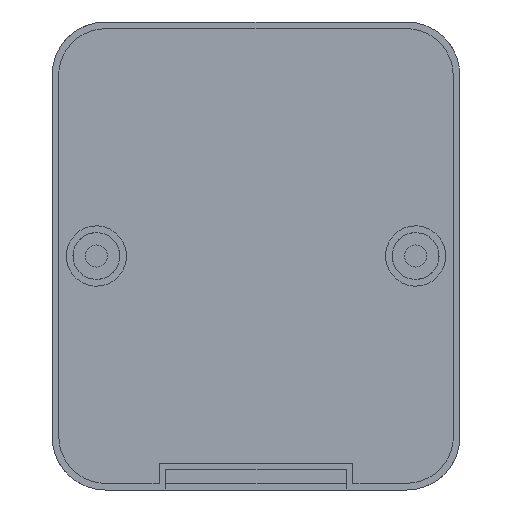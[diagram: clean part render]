
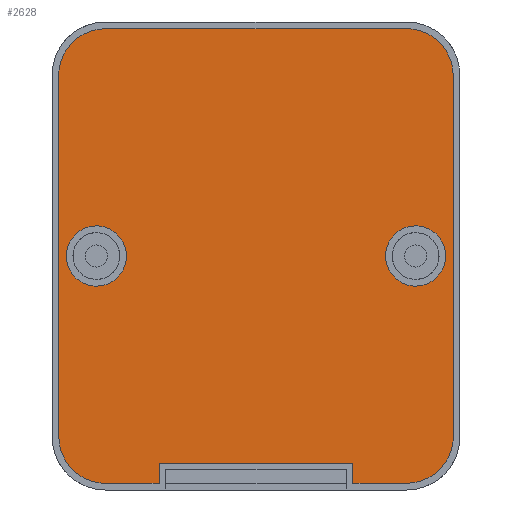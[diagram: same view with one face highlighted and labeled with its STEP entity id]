
A CAD part, front view. The second image highlights one B-rep face of the part: STEP entity #2628.
In plain terms, the highlighted free-form (B-spline) face has degree [1, 1] with [2, 2] control points.
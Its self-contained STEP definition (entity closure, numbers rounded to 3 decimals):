
#2357 = VERTEX_POINT('',#2358);
#2358 = CARTESIAN_POINT('',(-11.661,1.458,
    -1.458));
#2365 = VERTEX_POINT('',#2366);
#2366 = CARTESIAN_POINT('',(-1.458,1.458,
    -11.661));
#2371 = EDGE_CURVE('',#2365,#2357,#2372,.T.);
#2372 = ( BOUNDED_CURVE() B_SPLINE_CURVE(2,(#2373,#2374,#2375),
.UNSPECIFIED.,.F.,.F.) B_SPLINE_CURVE_WITH_KNOTS((3,3),(1.571,
3.142),.PIECEWISE_BEZIER_KNOTS.) CURVE() 
GEOMETRIC_REPRESENTATION_ITEM() RATIONAL_B_SPLINE_CURVE((1.,
0.707,1.)) REPRESENTATION_ITEM('') );
#2373 = CARTESIAN_POINT('',(-1.458,1.458,
    -11.661));
#2374 = CARTESIAN_POINT('',(-1.458,1.458,
    -1.458));
#2375 = CARTESIAN_POINT('',(-11.661,1.458,
    -1.458));
#2387 = EDGE_CURVE('',#2388,#2365,#2390,.T.);
#2388 = VERTEX_POINT('',#2389);
#2389 = CARTESIAN_POINT('',(-1.458,1.458,
    -90.373));
#2390 = B_SPLINE_CURVE_WITH_KNOTS('',1,(#2391,#2392),.UNSPECIFIED.,.F.,
  .F.,(2,2),(-27.,27.),.PIECEWISE_BEZIER_KNOTS.);
#2391 = CARTESIAN_POINT('',(-1.458,1.458,
    -90.373));
#2392 = CARTESIAN_POINT('',(-1.458,1.458,
    -11.661));
#2412 = VERTEX_POINT('',#2413);
#2413 = CARTESIAN_POINT('',(-11.661,1.458,
    -100.576));
#2418 = EDGE_CURVE('',#2412,#2388,#2419,.T.);
#2419 = ( BOUNDED_CURVE() B_SPLINE_CURVE(2,(#2420,#2421,#2422),
.UNSPECIFIED.,.F.,.F.) B_SPLINE_CURVE_WITH_KNOTS((3,3),(0.,
1.571),.PIECEWISE_BEZIER_KNOTS.) CURVE() 
GEOMETRIC_REPRESENTATION_ITEM() RATIONAL_B_SPLINE_CURVE((1.,
0.707,1.)) REPRESENTATION_ITEM('') );
#2420 = CARTESIAN_POINT('',(-11.661,1.458,
    -100.576));
#2421 = CARTESIAN_POINT('',(-1.458,1.458,
    -100.576));
#2422 = CARTESIAN_POINT('',(-1.458,1.458,
    -90.373));
#2434 = EDGE_CURVE('',#2435,#2412,#2437,.T.);
#2435 = VERTEX_POINT('',#2436);
#2436 = CARTESIAN_POINT('',(-23.322,1.458,
    -100.576));
#2437 = B_SPLINE_CURVE_WITH_KNOTS('',1,(#2438,#2439),.UNSPECIFIED.,.F.,
  .F.,(2,2),(14.5,22.5),.PIECEWISE_BEZIER_KNOTS.);
#2438 = CARTESIAN_POINT('',(-23.322,1.458,
    -100.576));
#2439 = CARTESIAN_POINT('',(-11.661,1.458,
    -100.576));
#2456 = EDGE_CURVE('',#2457,#2435,#2459,.T.);
#2457 = VERTEX_POINT('',#2458);
#2458 = CARTESIAN_POINT('',(-23.322,1.458,
    -96.203));
#2459 = B_SPLINE_CURVE_WITH_KNOTS('',1,(#2460,#2461),.UNSPECIFIED.,.F.,
  .F.,(2,2),(31.,34.),.PIECEWISE_BEZIER_KNOTS.);
#2460 = CARTESIAN_POINT('',(-23.322,1.458,
    -96.203));
#2461 = CARTESIAN_POINT('',(-23.322,1.458,
    -100.576));
#2478 = EDGE_CURVE('',#2479,#2457,#2481,.T.);
#2479 = VERTEX_POINT('',#2480);
#2480 = CARTESIAN_POINT('',(-65.593,1.458,
    -96.203));
#2481 = B_SPLINE_CURVE_WITH_KNOTS('',1,(#2482,#2483),.UNSPECIFIED.,.F.,
  .F.,(2,2),(-14.5,14.5),.PIECEWISE_BEZIER_KNOTS.);
#2482 = CARTESIAN_POINT('',(-65.593,1.458,
    -96.203));
#2483 = CARTESIAN_POINT('',(-23.322,1.458,
    -96.203));
#2500 = EDGE_CURVE('',#2501,#2479,#2503,.T.);
#2501 = VERTEX_POINT('',#2502);
#2502 = CARTESIAN_POINT('',(-65.593,1.458,
    -100.576));
#2503 = B_SPLINE_CURVE_WITH_KNOTS('',1,(#2504,#2505),.UNSPECIFIED.,.F.,
  .F.,(2,2),(-34.,-31.),.PIECEWISE_BEZIER_KNOTS.);
#2504 = CARTESIAN_POINT('',(-65.593,1.458,
    -100.576));
#2505 = CARTESIAN_POINT('',(-65.593,1.458,
    -96.203));
#2522 = EDGE_CURVE('',#2523,#2501,#2525,.T.);
#2523 = VERTEX_POINT('',#2524);
#2524 = CARTESIAN_POINT('',(-77.254,1.458,
    -100.576));
#2525 = B_SPLINE_CURVE_WITH_KNOTS('',1,(#2526,#2527),.UNSPECIFIED.,.F.,
  .F.,(2,2),(-22.5,-14.5),.PIECEWISE_BEZIER_KNOTS.);
#2526 = CARTESIAN_POINT('',(-77.254,1.458,
    -100.576));
#2527 = CARTESIAN_POINT('',(-65.593,1.458,
    -100.576));
#2547 = VERTEX_POINT('',#2548);
#2548 = CARTESIAN_POINT('',(-87.458,1.458,
    -90.373));
#2553 = EDGE_CURVE('',#2547,#2523,#2554,.T.);
#2554 = ( BOUNDED_CURVE() B_SPLINE_CURVE(2,(#2555,#2556,#2557),
.UNSPECIFIED.,.F.,.F.) B_SPLINE_CURVE_WITH_KNOTS((3,3),(4.712,
6.283),.PIECEWISE_BEZIER_KNOTS.) CURVE() 
GEOMETRIC_REPRESENTATION_ITEM() RATIONAL_B_SPLINE_CURVE((1.,
0.707,1.)) REPRESENTATION_ITEM('') );
#2555 = CARTESIAN_POINT('',(-87.458,1.458,
    -90.373));
#2556 = CARTESIAN_POINT('',(-87.458,1.458,
    -100.576));
#2557 = CARTESIAN_POINT('',(-77.254,1.458,
    -100.576));
#2569 = EDGE_CURVE('',#2570,#2547,#2572,.T.);
#2570 = VERTEX_POINT('',#2571);
#2571 = CARTESIAN_POINT('',(-87.458,1.458,
    -11.661));
#2572 = B_SPLINE_CURVE_WITH_KNOTS('',1,(#2573,#2574),.UNSPECIFIED.,.F.,
  .F.,(2,2),(-27.,27.),.PIECEWISE_BEZIER_KNOTS.);
#2573 = CARTESIAN_POINT('',(-87.458,1.458,
    -11.661));
#2574 = CARTESIAN_POINT('',(-87.458,1.458,
    -90.373));
#2594 = VERTEX_POINT('',#2595);
#2595 = CARTESIAN_POINT('',(-77.254,1.458,
    -1.458));
#2600 = EDGE_CURVE('',#2594,#2570,#2601,.T.);
#2601 = ( BOUNDED_CURVE() B_SPLINE_CURVE(2,(#2602,#2603,#2604),
.UNSPECIFIED.,.F.,.F.) B_SPLINE_CURVE_WITH_KNOTS((3,3),(3.142,
4.712),.PIECEWISE_BEZIER_KNOTS.) CURVE() 
GEOMETRIC_REPRESENTATION_ITEM() RATIONAL_B_SPLINE_CURVE((1.,
0.707,1.)) REPRESENTATION_ITEM('') );
#2602 = CARTESIAN_POINT('',(-77.254,1.458,
    -1.458));
#2603 = CARTESIAN_POINT('',(-87.458,1.458,
    -1.458));
#2604 = CARTESIAN_POINT('',(-87.458,1.458,
    -11.661));
#2616 = EDGE_CURVE('',#2357,#2594,#2617,.T.);
#2617 = B_SPLINE_CURVE_WITH_KNOTS('',1,(#2618,#2619),.UNSPECIFIED.,.F.,
  .F.,(2,2),(-22.5,22.5),.PIECEWISE_BEZIER_KNOTS.);
#2618 = CARTESIAN_POINT('',(-11.661,1.458,
    -1.458));
#2619 = CARTESIAN_POINT('',(-77.254,1.458,
    -1.458));
#2628 = ADVANCED_FACE('',(#2629,#2651,#2673),#2687,.T.);
#2629 = FACE_BOUND('',#2630,.T.);
#2630 = EDGE_LOOP('',(#2631,#2643));
#2631 = ORIENTED_EDGE('',*,*,#2632,.F.);
#2632 = EDGE_CURVE('',#2633,#2635,#2637,.T.);
#2633 = VERTEX_POINT('',#2634);
#2634 = CARTESIAN_POINT('',(-79.258,1.458,
    -44.458));
#2635 = VERTEX_POINT('',#2636);
#2636 = CARTESIAN_POINT('',(-79.258,1.458,
    -57.576));
#2637 = ( BOUNDED_CURVE() B_SPLINE_CURVE(2,(#2638,#2639,#2640,#2641,
#2642),.UNSPECIFIED.,.F.,.F.) B_SPLINE_CURVE_WITH_KNOTS((3,2,3),(
    3.142,4.712,6.283),
.PIECEWISE_BEZIER_KNOTS.) CURVE() GEOMETRIC_REPRESENTATION_ITEM() 
RATIONAL_B_SPLINE_CURVE((1.,0.707,1.,0.707,1.)) 
REPRESENTATION_ITEM('') );
#2638 = CARTESIAN_POINT('',(-79.258,1.458,
    -44.458));
#2639 = CARTESIAN_POINT('',(-85.818,1.458,
    -44.458));
#2640 = CARTESIAN_POINT('',(-85.818,1.458,
    -51.017));
#2641 = CARTESIAN_POINT('',(-85.818,1.458,
    -57.576));
#2642 = CARTESIAN_POINT('',(-79.258,1.458,
    -57.576));
#2643 = ORIENTED_EDGE('',*,*,#2644,.F.);
#2644 = EDGE_CURVE('',#2635,#2633,#2645,.T.);
#2645 = ( BOUNDED_CURVE() B_SPLINE_CURVE(2,(#2646,#2647,#2648,#2649,
#2650),.UNSPECIFIED.,.F.,.F.) B_SPLINE_CURVE_WITH_KNOTS((3,2,3),(0.,
1.571,3.142),.PIECEWISE_BEZIER_KNOTS.) CURVE() 
GEOMETRIC_REPRESENTATION_ITEM() RATIONAL_B_SPLINE_CURVE((1.,
0.707,1.,0.707,1.)) REPRESENTATION_ITEM('') );
#2646 = CARTESIAN_POINT('',(-79.258,1.458,
    -57.576));
#2647 = CARTESIAN_POINT('',(-72.699,1.458,
    -57.576));
#2648 = CARTESIAN_POINT('',(-72.699,1.458,
    -51.017));
#2649 = CARTESIAN_POINT('',(-72.699,1.458,
    -44.458));
#2650 = CARTESIAN_POINT('',(-79.258,1.458,
    -44.458));
#2651 = FACE_BOUND('',#2652,.T.);
#2652 = EDGE_LOOP('',(#2653,#2665));
#2653 = ORIENTED_EDGE('',*,*,#2654,.F.);
#2654 = EDGE_CURVE('',#2655,#2657,#2659,.T.);
#2655 = VERTEX_POINT('',#2656);
#2656 = CARTESIAN_POINT('',(-9.657,1.458,
    -44.458));
#2657 = VERTEX_POINT('',#2658);
#2658 = CARTESIAN_POINT('',(-9.657,1.458,
    -57.576));
#2659 = ( BOUNDED_CURVE() B_SPLINE_CURVE(2,(#2660,#2661,#2662,#2663,
#2664),.UNSPECIFIED.,.F.,.F.) B_SPLINE_CURVE_WITH_KNOTS((3,2,3),(
    3.142,4.712,6.283),
.PIECEWISE_BEZIER_KNOTS.) CURVE() GEOMETRIC_REPRESENTATION_ITEM() 
RATIONAL_B_SPLINE_CURVE((1.,0.707,1.,0.707,1.)) 
REPRESENTATION_ITEM('') );
#2660 = CARTESIAN_POINT('',(-9.657,1.458,
    -44.458));
#2661 = CARTESIAN_POINT('',(-16.216,1.458,
    -44.458));
#2662 = CARTESIAN_POINT('',(-16.216,1.458,
    -51.017));
#2663 = CARTESIAN_POINT('',(-16.216,1.458,
    -57.576));
#2664 = CARTESIAN_POINT('',(-9.657,1.458,
    -57.576));
#2665 = ORIENTED_EDGE('',*,*,#2666,.F.);
#2666 = EDGE_CURVE('',#2657,#2655,#2667,.T.);
#2667 = ( BOUNDED_CURVE() B_SPLINE_CURVE(2,(#2668,#2669,#2670,#2671,
#2672),.UNSPECIFIED.,.F.,.F.) B_SPLINE_CURVE_WITH_KNOTS((3,2,3),(0.,
1.571,3.142),.PIECEWISE_BEZIER_KNOTS.) CURVE() 
GEOMETRIC_REPRESENTATION_ITEM() RATIONAL_B_SPLINE_CURVE((1.,
0.707,1.,0.707,1.)) REPRESENTATION_ITEM('') );
#2668 = CARTESIAN_POINT('',(-9.657,1.458,
    -57.576));
#2669 = CARTESIAN_POINT('',(-3.097,1.458,
    -57.576));
#2670 = CARTESIAN_POINT('',(-3.097,1.458,
    -51.017));
#2671 = CARTESIAN_POINT('',(-3.097,1.458,
    -44.458));
#2672 = CARTESIAN_POINT('',(-9.657,1.458,
    -44.458));
#2673 = FACE_BOUND('',#2674,.T.);
#2674 = EDGE_LOOP('',(#2675,#2676,#2677,#2678,#2679,#2680,#2681,#2682,
    #2683,#2684,#2685,#2686));
#2675 = ORIENTED_EDGE('',*,*,#2371,.T.);
#2676 = ORIENTED_EDGE('',*,*,#2616,.T.);
#2677 = ORIENTED_EDGE('',*,*,#2600,.T.);
#2678 = ORIENTED_EDGE('',*,*,#2569,.T.);
#2679 = ORIENTED_EDGE('',*,*,#2553,.T.);
#2680 = ORIENTED_EDGE('',*,*,#2522,.T.);
#2681 = ORIENTED_EDGE('',*,*,#2500,.T.);
#2682 = ORIENTED_EDGE('',*,*,#2478,.T.);
#2683 = ORIENTED_EDGE('',*,*,#2456,.T.);
#2684 = ORIENTED_EDGE('',*,*,#2434,.T.);
#2685 = ORIENTED_EDGE('',*,*,#2418,.T.);
#2686 = ORIENTED_EDGE('',*,*,#2387,.T.);
#2687 = B_SPLINE_SURFACE_WITH_KNOTS('',1,1,(
    (#2688,#2689)
    ,(#2690,#2691
    )),.UNSPECIFIED.,.F.,.F.,.F.,(2,2),(2,2),(-34.,34.),(-29.5,29.5),
  .PIECEWISE_BEZIER_KNOTS.);
#2688 = CARTESIAN_POINT('',(-87.458,1.458,
    -1.458));
#2689 = CARTESIAN_POINT('',(-1.458,1.458,
    -1.458));
#2690 = CARTESIAN_POINT('',(-87.458,1.458,
    -100.576));
#2691 = CARTESIAN_POINT('',(-1.458,1.458,
    -100.576));
